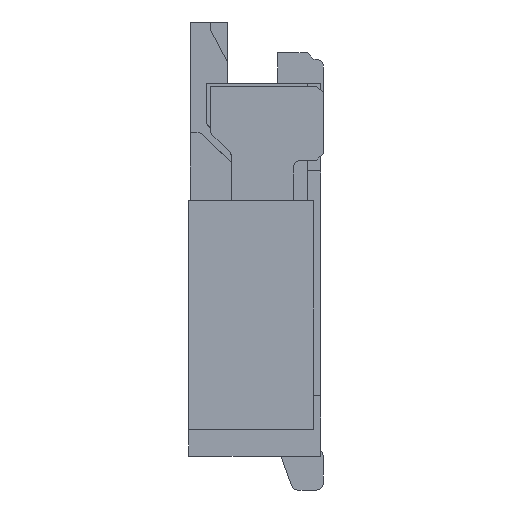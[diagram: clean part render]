
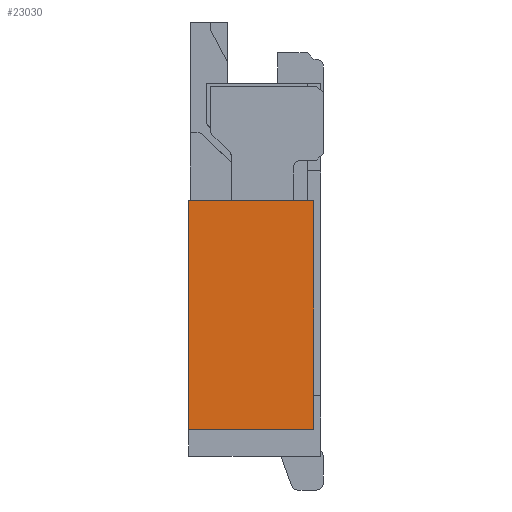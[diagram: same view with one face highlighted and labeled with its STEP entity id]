
A CAD part, left-side view. The second image highlights one B-rep face of the part: STEP entity #23030.
In plain terms, the highlighted planar face has unit normal (-1, 0, 0).
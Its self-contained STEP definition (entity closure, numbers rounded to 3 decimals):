
#4884 = PLANE('',#4885);
#4885 = AXIS2_PLACEMENT_3D('',#4886,#4887,#4888);
#4886 = CARTESIAN_POINT('',(2.7,0.49,0.));
#4887 = DIRECTION('',(0.,1.,0.));
#4888 = DIRECTION('',(-1.,0.,0.));
#18761 = PLANE('',#18762);
#18762 = AXIS2_PLACEMENT_3D('',#18763,#18764,#18765);
#18763 = CARTESIAN_POINT('',(-2.7,-0.44,-0.87));
#18764 = DIRECTION('',(0.,0.,-1.));
#18765 = DIRECTION('',(1.,0.,0.));
#19190 = VERTEX_POINT('',#19191);
#19191 = CARTESIAN_POINT('',(-2.7,0.49,-0.87));
#19212 = EDGE_CURVE('',#19190,#19213,#19215,.T.);
#19213 = VERTEX_POINT('',#19214);
#19214 = CARTESIAN_POINT('',(-2.7,0.49,-2.57));
#19215 = SURFACE_CURVE('',#19216,(#19220,#19227),.PCURVE_S1.);
#19216 = LINE('',#19217,#19218);
#19217 = CARTESIAN_POINT('',(-2.7,0.49,-0.87));
#19218 = VECTOR('',#19219,1.);
#19219 = DIRECTION('',(0.,0.,-1.));
#19220 = PCURVE('',#4884,#19221);
#19221 = DEFINITIONAL_REPRESENTATION('',(#19222),#19226);
#19222 = LINE('',#19223,#19224);
#19223 = CARTESIAN_POINT('',(5.4,-0.87));
#19224 = VECTOR('',#19225,1.);
#19225 = DIRECTION('',(0.,-1.));
#19226 = ( GEOMETRIC_REPRESENTATION_CONTEXT(2) 
PARAMETRIC_REPRESENTATION_CONTEXT() REPRESENTATION_CONTEXT('2D SPACE',''
  ) );
#19227 = PCURVE('',#19228,#19233);
#19228 = PLANE('',#19229);
#19229 = AXIS2_PLACEMENT_3D('',#19230,#19231,#19232);
#19230 = CARTESIAN_POINT('',(-2.7,0.49,0.));
#19231 = DIRECTION('',(-1.,0.,0.));
#19232 = DIRECTION('',(0.,-1.,0.));
#19233 = DEFINITIONAL_REPRESENTATION('',(#19234),#19238);
#19234 = LINE('',#19235,#19236);
#19235 = CARTESIAN_POINT('',(0.,-0.87));
#19236 = VECTOR('',#19237,1.);
#19237 = DIRECTION('',(0.,-1.));
#19238 = ( GEOMETRIC_REPRESENTATION_CONTEXT(2) 
PARAMETRIC_REPRESENTATION_CONTEXT() REPRESENTATION_CONTEXT('2D SPACE',''
  ) );
#19256 = PLANE('',#19257);
#19257 = AXIS2_PLACEMENT_3D('',#19258,#19259,#19260);
#19258 = CARTESIAN_POINT('',(-2.7,0.49,-2.57));
#19259 = DIRECTION('',(0.,0.,1.));
#19260 = DIRECTION('',(1.,0.,-0.));
#22878 = PLANE('',#22879);
#22879 = AXIS2_PLACEMENT_3D('',#22880,#22881,#22882);
#22880 = CARTESIAN_POINT('',(0.,-0.44,0.));
#22881 = DIRECTION('',(0.,1.,0.));
#22882 = DIRECTION('',(1.,0.,0.));
#22915 = VERTEX_POINT('',#22916);
#22916 = CARTESIAN_POINT('',(-2.7,-0.44,-2.57));
#22961 = EDGE_CURVE('',#19213,#22915,#22962,.T.);
#22962 = SURFACE_CURVE('',#22963,(#22967,#22974),.PCURVE_S1.);
#22963 = LINE('',#22964,#22965);
#22964 = CARTESIAN_POINT('',(-2.7,0.49,-2.57));
#22965 = VECTOR('',#22966,1.);
#22966 = DIRECTION('',(0.,-1.,0.));
#22967 = PCURVE('',#19256,#22968);
#22968 = DEFINITIONAL_REPRESENTATION('',(#22969),#22973);
#22969 = LINE('',#22970,#22971);
#22970 = CARTESIAN_POINT('',(0.,0.));
#22971 = VECTOR('',#22972,1.);
#22972 = DIRECTION('',(0.,-1.));
#22973 = ( GEOMETRIC_REPRESENTATION_CONTEXT(2) 
PARAMETRIC_REPRESENTATION_CONTEXT() REPRESENTATION_CONTEXT('2D SPACE',''
  ) );
#22974 = PCURVE('',#19228,#22975);
#22975 = DEFINITIONAL_REPRESENTATION('',(#22976),#22980);
#22976 = LINE('',#22977,#22978);
#22977 = CARTESIAN_POINT('',(0.,-2.57));
#22978 = VECTOR('',#22979,1.);
#22979 = DIRECTION('',(1.,0.));
#22980 = ( GEOMETRIC_REPRESENTATION_CONTEXT(2) 
PARAMETRIC_REPRESENTATION_CONTEXT() REPRESENTATION_CONTEXT('2D SPACE',''
  ) );
#22987 = EDGE_CURVE('',#22915,#22988,#22990,.T.);
#22988 = VERTEX_POINT('',#22989);
#22989 = CARTESIAN_POINT('',(-2.7,-0.44,-0.87));
#22990 = SURFACE_CURVE('',#22991,(#22995,#23002),.PCURVE_S1.);
#22991 = LINE('',#22992,#22993);
#22992 = CARTESIAN_POINT('',(-2.7,-0.44,-2.57));
#22993 = VECTOR('',#22994,1.);
#22994 = DIRECTION('',(0.,0.,1.));
#22995 = PCURVE('',#22878,#22996);
#22996 = DEFINITIONAL_REPRESENTATION('',(#22997),#23001);
#22997 = LINE('',#22998,#22999);
#22998 = CARTESIAN_POINT('',(-2.7,2.57));
#22999 = VECTOR('',#23000,1.);
#23000 = DIRECTION('',(0.,-1.));
#23001 = ( GEOMETRIC_REPRESENTATION_CONTEXT(2) 
PARAMETRIC_REPRESENTATION_CONTEXT() REPRESENTATION_CONTEXT('2D SPACE',''
  ) );
#23002 = PCURVE('',#19228,#23003);
#23003 = DEFINITIONAL_REPRESENTATION('',(#23004),#23008);
#23004 = LINE('',#23005,#23006);
#23005 = CARTESIAN_POINT('',(0.93,-2.57));
#23006 = VECTOR('',#23007,1.);
#23007 = DIRECTION('',(0.,1.));
#23008 = ( GEOMETRIC_REPRESENTATION_CONTEXT(2) 
PARAMETRIC_REPRESENTATION_CONTEXT() REPRESENTATION_CONTEXT('2D SPACE',''
  ) );
#23030 = ADVANCED_FACE('',(#23031),#19228,.T.);
#23031 = FACE_BOUND('',#23032,.F.);
#23032 = EDGE_LOOP('',(#23033,#23054,#23055,#23056));
#23033 = ORIENTED_EDGE('',*,*,#23034,.T.);
#23034 = EDGE_CURVE('',#19190,#22988,#23035,.T.);
#23035 = SURFACE_CURVE('',#23036,(#23040,#23047),.PCURVE_S1.);
#23036 = LINE('',#23037,#23038);
#23037 = CARTESIAN_POINT('',(-2.7,0.49,-0.87));
#23038 = VECTOR('',#23039,1.);
#23039 = DIRECTION('',(0.,-1.,0.));
#23040 = PCURVE('',#19228,#23041);
#23041 = DEFINITIONAL_REPRESENTATION('',(#23042),#23046);
#23042 = LINE('',#23043,#23044);
#23043 = CARTESIAN_POINT('',(0.,-0.87));
#23044 = VECTOR('',#23045,1.);
#23045 = DIRECTION('',(1.,0.));
#23046 = ( GEOMETRIC_REPRESENTATION_CONTEXT(2) 
PARAMETRIC_REPRESENTATION_CONTEXT() REPRESENTATION_CONTEXT('2D SPACE',''
  ) );
#23047 = PCURVE('',#18761,#23048);
#23048 = DEFINITIONAL_REPRESENTATION('',(#23049),#23053);
#23049 = LINE('',#23050,#23051);
#23050 = CARTESIAN_POINT('',(0.,-0.93));
#23051 = VECTOR('',#23052,1.);
#23052 = DIRECTION('',(0.,1.));
#23053 = ( GEOMETRIC_REPRESENTATION_CONTEXT(2) 
PARAMETRIC_REPRESENTATION_CONTEXT() REPRESENTATION_CONTEXT('2D SPACE',''
  ) );
#23054 = ORIENTED_EDGE('',*,*,#22987,.F.);
#23055 = ORIENTED_EDGE('',*,*,#22961,.F.);
#23056 = ORIENTED_EDGE('',*,*,#19212,.F.);
